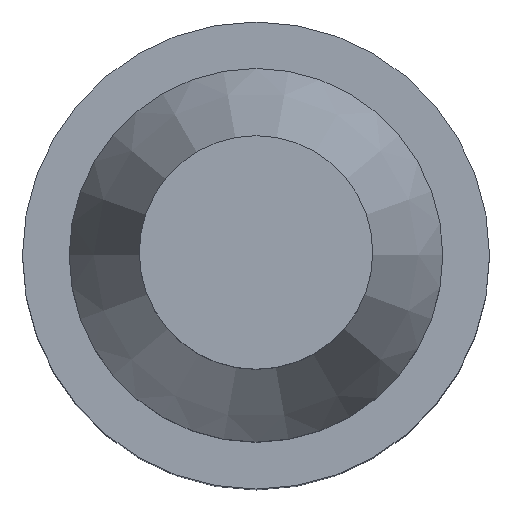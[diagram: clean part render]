
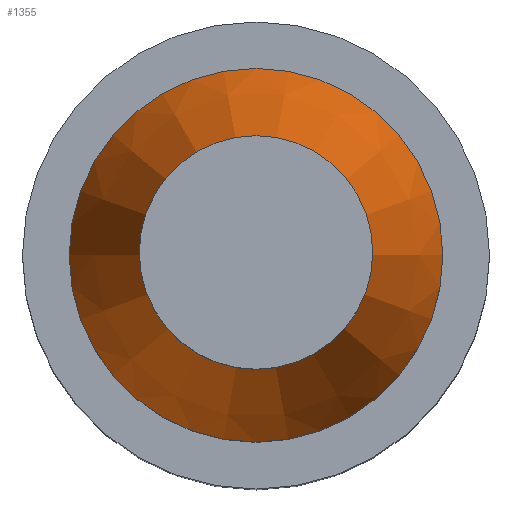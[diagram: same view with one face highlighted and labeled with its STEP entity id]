
A CAD part, top view. The second image highlights one B-rep face of the part: STEP entity #1355.
In plain terms, the highlighted conical face has half-angle 19.29 degrees and reference radius 10 mm.
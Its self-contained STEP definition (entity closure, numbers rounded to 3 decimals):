
#419=FACE_BOUND($,#583,.T.);
#502=FACE_OUTER_BOUND($,#582,.T.);
#582=EDGE_LOOP($,(#1215));
#583=EDGE_LOOP($,(#1216));
#609=CIRCLE($,#1413,4.75);
#610=CIRCLE($,#1415,10.);
#735=VERTEX_POINT($,#2419);
#736=VERTEX_POINT($,#2422);
#916=EDGE_CURVE($,#735,#735,#609,.T.);
#917=EDGE_CURVE($,#736,#736,#610,.T.);
#1215=ORIENTED_EDGE($,*,*,#917,.F.);
#1216=ORIENTED_EDGE($,*,*,#916,.T.);
#1284=CONICAL_SURFACE($,#1414,10.,19.29);
#1355=ADVANCED_FACE($,(#502,#419),#1284,.T.);
#1413=AXIS2_PLACEMENT_3D($,#2420,#1628,#1629);
#1414=AXIS2_PLACEMENT_3D($,#2421,#1630,#1631);
#1415=AXIS2_PLACEMENT_3D($,#2423,#1632,#1633);
#1628=DIRECTION('center_axis',(0.,0.,-1.));
#1629=DIRECTION('ref_axis',(-1.,0.,0.));
#1630=DIRECTION('center_axis',(0.,0.,-1.));
#1631=DIRECTION('ref_axis',(1.,0.,0.));
#1632=DIRECTION('center_axis',(0.,0.,-1.));
#1633=DIRECTION('ref_axis',(-1.,0.,0.));
#2419=CARTESIAN_POINT('',(-4.75,0.,51.));
#2420=CARTESIAN_POINT('Origin',(0.,0.,51.));
#2421=CARTESIAN_POINT('Origin',(0.,0.,36.));
#2422=CARTESIAN_POINT('',(10.,0.,36.));
#2423=CARTESIAN_POINT('Origin',(0.,0.,36.));
